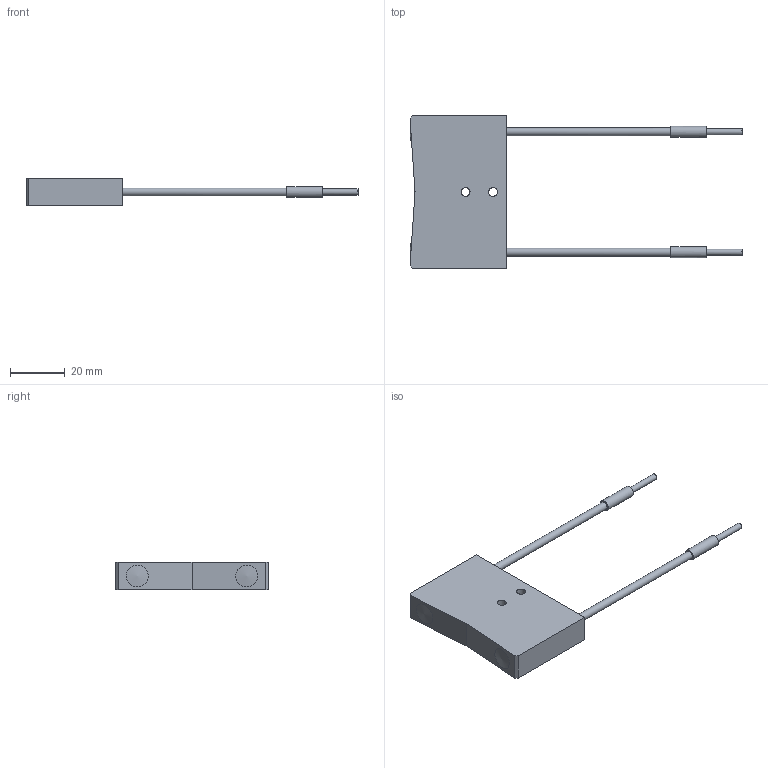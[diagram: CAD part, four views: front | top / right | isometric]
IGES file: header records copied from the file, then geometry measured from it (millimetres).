
Global section: file name: GPF-D050-LF-AP-3.0; native system: Autodesk Inventor 2018; preprocessor: unknown; author: Y.U.HONG; date: 20181219.161138; units: millimetre
Bounding box: 121.33 x 56 x 10 mm (x, y, z)
Volume: 20355.8 mm3; surface area: 7468.9 mm2
Topology: 1 solids, 1 shells, 25 faces, 49 edges, 34 vertices
Faces by surface type: bspline 25
